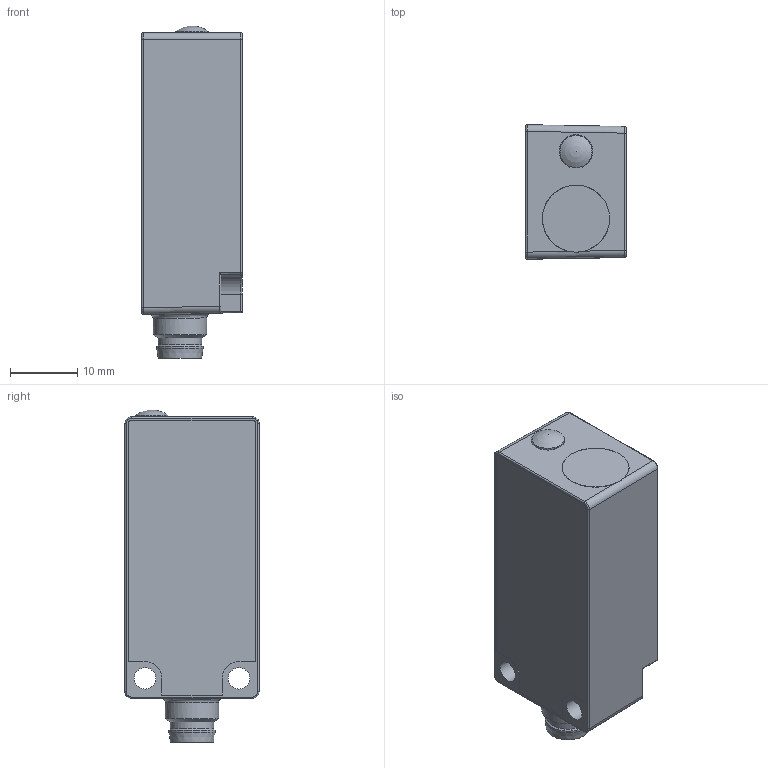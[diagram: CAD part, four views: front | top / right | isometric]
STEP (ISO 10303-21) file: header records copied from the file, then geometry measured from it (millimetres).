
FILE_DESCRIPTION(/* description */ (''),/* implementation_level */ '2;1');
FILE_NAME(/* name */ 'UT210075.stp',/* time_stamp */ '2016-10-11T14:04:14+02:00',/* author */ ('mitarbeiter'),/* organization */ (''),/* preprocessor_version */ 'ST-DEVELOPER v15.2',/* originating_system */ 'Autodesk Inventor 2014',/* authorisation */ '');
FILE_SCHEMA (('AUTOMOTIVE_DESIGN { 1 0 10303 214 3 1 1 }'));
Length unit declared in the file: millimetre
Products named in the file (1): UT210075
Bounding box: 15 x 19.99 x 49.5 mm (x, y, z)
Volume: 12120.8 mm3; surface area: 3969.4 mm2
Topology: 1 solids, 1 shells, 161 faces, 421 edges, 269 vertices
Faces by surface type: plane 85, cylinder 59, bspline 9, sphere 3, cone 3, torus 2
Full cylindrical faces by diameter (mm): 3.2 x2, 4.8 x1, 5.8 x1, 6.5 x1, 6.9 x1, 8 x1, 10 x2
Entity records: 5611 total; most frequent: CARTESIAN_POINT 1642, DIRECTION 850, ORIENTED_EDGE 798, EDGE_CURVE 399, AXIS2_PLACEMENT_3D 299, VERTEX_POINT 262, LINE 252, VECTOR 252
